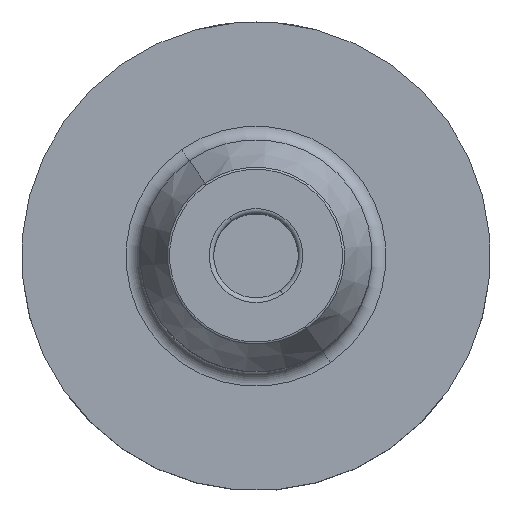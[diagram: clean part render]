
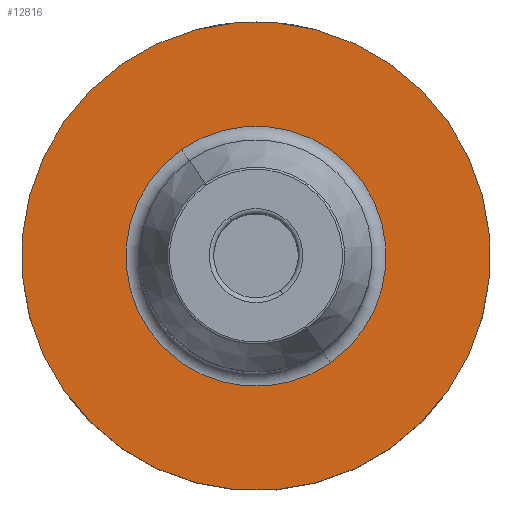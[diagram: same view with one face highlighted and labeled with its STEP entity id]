
A CAD part, top view. The second image highlights one B-rep face of the part: STEP entity #12816.
In plain terms, the highlighted planar face has unit normal (0, 0, 1).
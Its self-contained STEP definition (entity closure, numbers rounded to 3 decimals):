
#288=CARTESIAN_POINT('',(0.,0.,28.95));
#289=DIRECTION('',(0.,0.,1.));
#290=DIRECTION('',(-0.574,0.819,0.));
#291=AXIS2_PLACEMENT_3D('',#288,#289,#290);
#296=CARTESIAN_POINT('',(0.,0.,28.95));
#297=DIRECTION('',(0.,0.,-1.));
#298=DIRECTION('',(-0.574,0.819,0.));
#299=AXIS2_PLACEMENT_3D('',#296,#297,#298);
#318=CARTESIAN_POINT('',(0.,0.,28.95));
#319=DIRECTION('',(0.,0.,-1.));
#320=DIRECTION('',(-0.574,0.819,0.));
#321=AXIS2_PLACEMENT_3D('',#318,#319,#320);
#326=CARTESIAN_POINT('',(0.,0.,28.95));
#327=DIRECTION('',(0.,0.,1.));
#328=DIRECTION('',(-0.574,0.819,0.));
#329=AXIS2_PLACEMENT_3D('',#326,#327,#328);
#12309=CARTESIAN_POINT('',(-15.917,22.731,28.95));
#12310=VERTEX_POINT('',#12309);
#12311=CARTESIAN_POINT('',(-28.679,40.958,28.95));
#12313=VERTEX_POINT('',#12311);
#12381=CARTESIAN_POINT('',(15.917,-22.731,28.95));
#12382=VERTEX_POINT('',#12381);
#12383=CARTESIAN_POINT('',(28.679,-40.958,28.95));
#12385=VERTEX_POINT('',#12383);
#12801=CARTESIAN_POINT('',(0.,0.,28.95));
#12802=DIRECTION('',(0.,0.,1.));
#12803=DIRECTION('',(0.574,-0.819,0.));
#12804=AXIS2_PLACEMENT_3D('',#12801,#12802,#12803);
#12805=PLANE('',#12804);
#12807=ORIENTED_EDGE('',*,*,#12806,.T.);
#12809=ORIENTED_EDGE('',*,*,#12808,.F.);
#12810=EDGE_LOOP('',(#12807,#12809));
#12811=FACE_OUTER_BOUND('',#12810,.F.);
#12812=ORIENTED_EDGE('',*,*,#12783,.T.);
#12813=ORIENTED_EDGE('',*,*,#12794,.F.);
#12814=EDGE_LOOP('',(#12812,#12813));
#12815=FACE_BOUND('',#12814,.F.);
#12816=ADVANCED_FACE('',(#12811,#12815),#12805,.T.);
#292=CIRCLE('',#291,27.75);
#300=CIRCLE('',#299,27.75);
#322=CIRCLE('',#321,50.);
#330=CIRCLE('',#329,50.);
#12783=EDGE_CURVE('',#12310,#12382,#292,.T.);
#12794=EDGE_CURVE('',#12310,#12382,#300,.T.);
#12806=EDGE_CURVE('',#12313,#12385,#322,.T.);
#12808=EDGE_CURVE('',#12313,#12385,#330,.T.);
